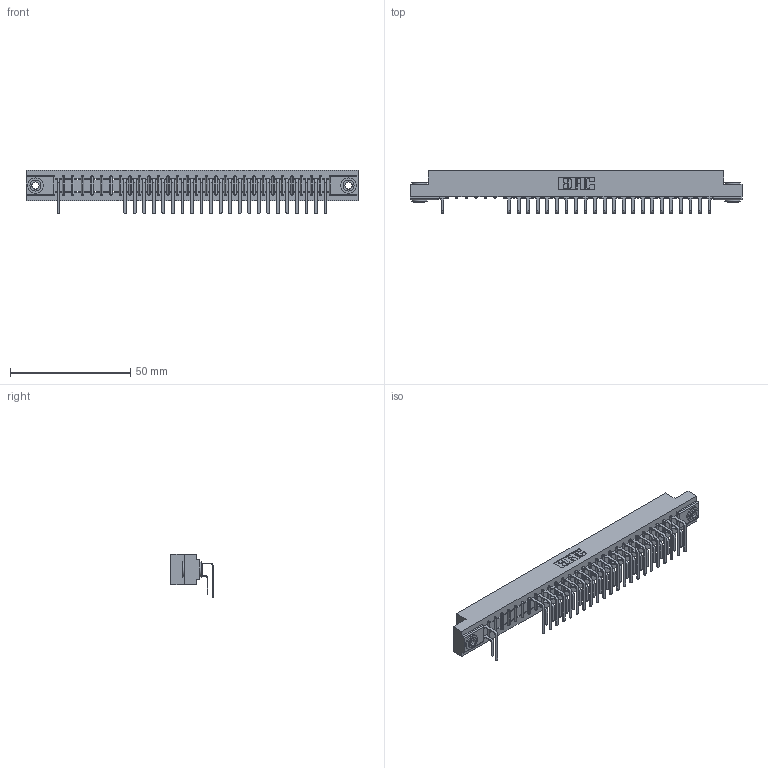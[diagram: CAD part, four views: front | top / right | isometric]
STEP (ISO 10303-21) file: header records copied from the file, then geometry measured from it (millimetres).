
FILE_DESCRIPTION (( 'STEP AP203' ), '1' );
FILE_NAME ('307-058-559-203.STEP', '2018-08-06T07:58:08', ( '' ), ( '' ), 'SwSTEP 2.0', 'SolidWorks 2016', '' );
FILE_SCHEMA (( 'CONFIG_CONTROL_DESIGN' ));
Length unit declared in the file: inch
Products named in the file (5): 307-058-559-203; 307 Part_.156 Dia Mounting Holes; 307-290-001_558 559 - 1 (Single); 307-290-001_559 - 2 (Single); 345-250-002_345-250-002-102
Assembly tree (48 placements, depth 2):
  307-058-559-203
    307 Part_.156 Dia Mounting Holes
    307-290-001_558 559 - 1 (Single)  x22
    307-290-001_559 - 2 (Single)  x23
    345-250-002_345-250-002-102  x2
Bounding box: 137.92 x 17.69 x 18.07 mm (x, y, z)
Volume: 14608.4 mm3; surface area: 17930 mm2
Topology: 48 solids, 48 shells, 2580 faces, 7241 edges, 4682 vertices
Faces by surface type: plane 1657, cylinder 855, sphere 60, cone 8
Entity records: 29488 total; most frequent: CARTESIAN_POINT 4867, ORIENTED_EDGE 4826, DIRECTION 4773, EDGE_CURVE 2413, LINE 1837, VECTOR 1837, VERTEX_POINT 1562, AXIS2_PLACEMENT_3D 1468
